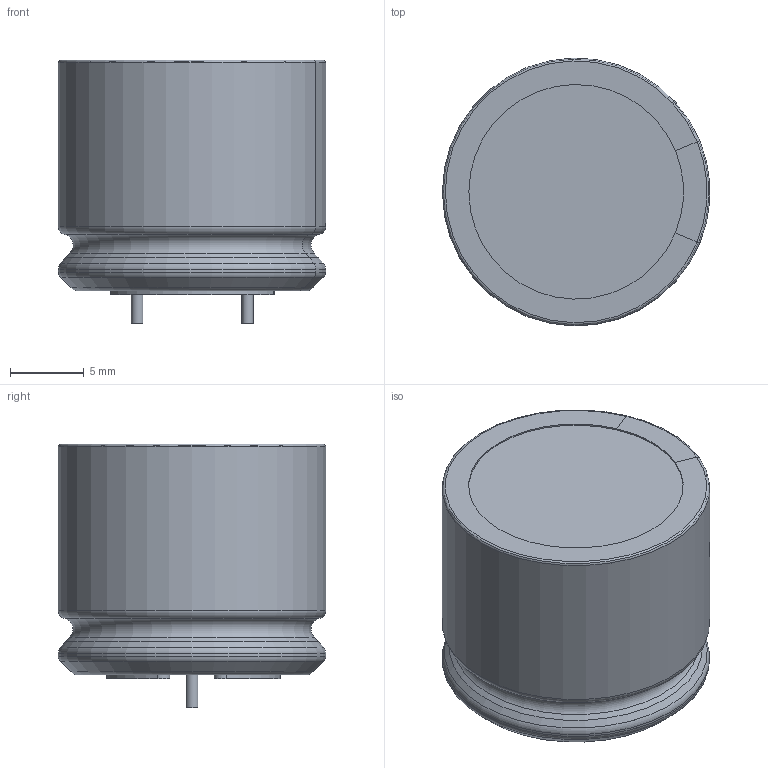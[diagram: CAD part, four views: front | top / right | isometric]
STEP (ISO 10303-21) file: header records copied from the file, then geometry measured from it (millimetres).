
FILE_DESCRIPTION(('FreeCAD Model'),'2;1');
FILE_NAME('CAPPR750-1800X1600.stp', '2020-02-22T11:15:07',(''),(''),'Open CASCADE STEP processor 7.3', 'FreeCAD','Unknown');
FILE_SCHEMA(('AUTOMOTIVE_DESIGN { 1 0 10303 214 1 1 1 1 }'));
Length unit declared in the file: millimetre
Products named in the file (1): Compound002
Bounding box: 18.17 x 18.19 x 17.95 mm (x, y, z)
Volume: 4007.6 mm3; surface area: 4350.5 mm2
Topology: 6 solids, 6 shells, 119 faces, 299 edges, 196 vertices
Faces by surface type: plane 35, torus 34, cylinder 32, cone 16, bspline 2
Full cylindrical faces by diameter (mm): 0.8 x2, 1.8 x2, 2 x2, 13.4 x1, 15.2 x1, 17.3 x1, 18 x2
Entity records: 15163 total; most frequent: CARTESIAN_POINT 9206, DIRECTION 913, ORIENTED_EDGE 598, PCURVE 598, DEFINITIONAL_REPRESENTATION 598, B_SPLINE_CURVE_WITH_KNOTS 338, EDGE_CURVE 299, AXIS2_PLACEMENT_3D 296
